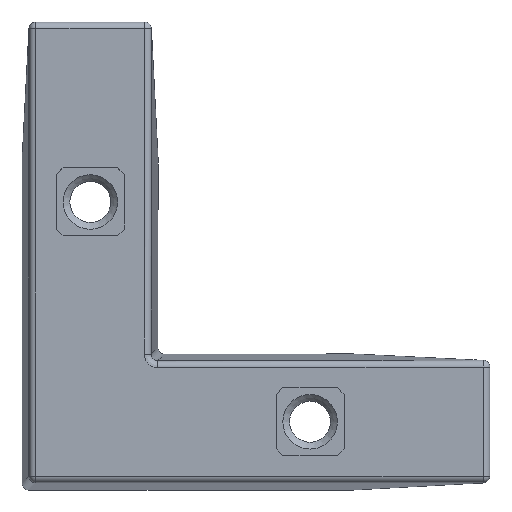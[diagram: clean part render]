
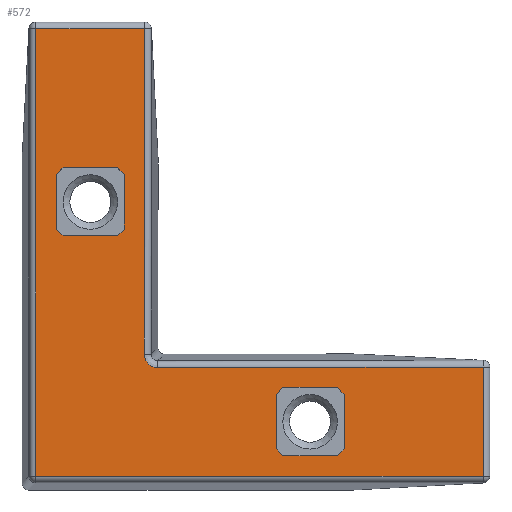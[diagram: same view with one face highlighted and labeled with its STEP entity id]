
A CAD part, top view. The second image highlights one B-rep face of the part: STEP entity #572.
In plain terms, the highlighted planar face has unit normal (0, 0, 1).
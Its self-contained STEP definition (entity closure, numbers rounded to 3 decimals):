
#243 = VERTEX_POINT('',#244);
#244 = CARTESIAN_POINT('',(57.586,-8.003,20.));
#251 = EDGE_CURVE('',#243,#252,#254,.T.);
#252 = VERTEX_POINT('',#253);
#253 = CARTESIAN_POINT('',(57.586,7.982,20.));
#254 = LINE('',#255,#256);
#255 = CARTESIAN_POINT('',(57.586,-8.952,20.));
#256 = VECTOR('',#257,1.);
#257 = DIRECTION('',(0.,1.,0.));
#572 = ADVANCED_FACE('',(#573,#626,#692),#758,.T.);
#573 = FACE_BOUND('',#574,.T.);
#574 = EDGE_LOOP('',(#575,#576,#584,#596,#604,#612,#620));
#575 = ORIENTED_EDGE('',*,*,#251,.T.);
#576 = ORIENTED_EDGE('',*,*,#577,.T.);
#577 = EDGE_CURVE('',#252,#578,#580,.T.);
#578 = VERTEX_POINT('',#579);
#579 = CARTESIAN_POINT('',(9.903,7.904,20.));
#580 = LINE('',#581,#582);
#581 = CARTESIAN_POINT('',(60.002,7.986,20.));
#582 = VECTOR('',#583,1.);
#583 = DIRECTION('',(-1.,-0.002,0.));
#584 = ORIENTED_EDGE('',*,*,#585,.F.);
#585 = EDGE_CURVE('',#586,#578,#588,.T.);
#586 = VERTEX_POINT('',#587);
#587 = CARTESIAN_POINT('',(7.903,9.904,20.));
#588 = ( BOUNDED_CURVE() B_SPLINE_CURVE(6,(#589,#590,#591,#592,#593,#594
,#595),.UNSPECIFIED.,.F.,.F.) B_SPLINE_CURVE_WITH_KNOTS((7,7),(
0.,1.574),.PIECEWISE_BEZIER_KNOTS.) CURVE() 
GEOMETRIC_REPRESENTATION_ITEM() RATIONAL_B_SPLINE_CURVE((1.,1.,1.,1.,1.,
1.,1.)) REPRESENTATION_ITEM('') );
#589 = CARTESIAN_POINT('',(7.903,9.904,20.));
#590 = CARTESIAN_POINT('',(7.902,9.38,20.));
#591 = CARTESIAN_POINT('',(8.066,8.856,20.));
#592 = CARTESIAN_POINT('',(8.395,8.396,20.));
#593 = CARTESIAN_POINT('',(8.856,8.067,20.));
#594 = CARTESIAN_POINT('',(9.38,7.903,20.));
#595 = CARTESIAN_POINT('',(9.903,7.904,20.));
#596 = ORIENTED_EDGE('',*,*,#597,.T.);
#597 = EDGE_CURVE('',#586,#598,#600,.T.);
#598 = VERTEX_POINT('',#599);
#599 = CARTESIAN_POINT('',(7.956,57.586,20.));
#600 = LINE('',#601,#602);
#601 = CARTESIAN_POINT('',(7.902,8.853,20.));
#602 = VECTOR('',#603,1.);
#603 = DIRECTION('',(0.001,1.,0.));
#604 = ORIENTED_EDGE('',*,*,#605,.T.);
#605 = EDGE_CURVE('',#598,#606,#608,.T.);
#606 = VERTEX_POINT('',#607);
#607 = CARTESIAN_POINT('',(-8.003,57.586,20.));
#608 = LINE('',#609,#610);
#609 = CARTESIAN_POINT('',(8.907,57.586,20.));
#610 = VECTOR('',#611,1.);
#611 = DIRECTION('',(-1.,0.,0.));
#612 = ORIENTED_EDGE('',*,*,#613,.F.);
#613 = EDGE_CURVE('',#614,#606,#616,.T.);
#614 = VERTEX_POINT('',#615);
#615 = CARTESIAN_POINT('',(-8.003,-8.003,20.));
#616 = LINE('',#617,#618);
#617 = CARTESIAN_POINT('',(-8.003,-8.952,20.));
#618 = VECTOR('',#619,1.);
#619 = DIRECTION('',(0.,1.,0.));
#620 = ORIENTED_EDGE('',*,*,#621,.F.);
#621 = EDGE_CURVE('',#243,#614,#622,.T.);
#622 = LINE('',#623,#624);
#623 = CARTESIAN_POINT('',(60.,-8.003,20.));
#624 = VECTOR('',#625,1.);
#625 = DIRECTION('',(-1.,0.,0.));
#626 = FACE_BOUND('',#627,.T.);
#627 = EDGE_LOOP('',(#628,#638,#646,#654,#662,#670,#678,#686));
#628 = ORIENTED_EDGE('',*,*,#629,.T.);
#629 = EDGE_CURVE('',#630,#632,#634,.T.);
#630 = VERTEX_POINT('',#631);
#631 = CARTESIAN_POINT('',(27.225,4.,20.));
#632 = VERTEX_POINT('',#633);
#633 = CARTESIAN_POINT('',(28.225,5.,20.));
#634 = LINE('',#635,#636);
#635 = CARTESIAN_POINT('',(25.225,2.,20.));
#636 = VECTOR('',#637,1.);
#637 = DIRECTION('',(0.707,0.707,0.));
#638 = ORIENTED_EDGE('',*,*,#639,.T.);
#639 = EDGE_CURVE('',#632,#640,#642,.T.);
#640 = VERTEX_POINT('',#641);
#641 = CARTESIAN_POINT('',(36.225,5.,20.));
#642 = LINE('',#643,#644);
#643 = CARTESIAN_POINT('',(27.225,5.,20.));
#644 = VECTOR('',#645,1.);
#645 = DIRECTION('',(1.,0.,0.));
#646 = ORIENTED_EDGE('',*,*,#647,.F.);
#647 = EDGE_CURVE('',#648,#640,#650,.T.);
#648 = VERTEX_POINT('',#649);
#649 = CARTESIAN_POINT('',(37.225,4.,20.));
#650 = LINE('',#651,#652);
#651 = CARTESIAN_POINT('',(36.725,4.5,20.));
#652 = VECTOR('',#653,1.);
#653 = DIRECTION('',(-0.707,0.707,0.));
#654 = ORIENTED_EDGE('',*,*,#655,.F.);
#655 = EDGE_CURVE('',#656,#648,#658,.T.);
#656 = VERTEX_POINT('',#657);
#657 = CARTESIAN_POINT('',(37.225,-4.,20.));
#658 = LINE('',#659,#660);
#659 = CARTESIAN_POINT('',(37.225,-5.,20.));
#660 = VECTOR('',#661,1.);
#661 = DIRECTION('',(0.,1.,0.));
#662 = ORIENTED_EDGE('',*,*,#663,.T.);
#663 = EDGE_CURVE('',#656,#664,#666,.T.);
#664 = VERTEX_POINT('',#665);
#665 = CARTESIAN_POINT('',(36.225,-5.,20.));
#666 = LINE('',#667,#668);
#667 = CARTESIAN_POINT('',(34.225,-7.,20.));
#668 = VECTOR('',#669,1.);
#669 = DIRECTION('',(-0.707,-0.707,0.));
#670 = ORIENTED_EDGE('',*,*,#671,.F.);
#671 = EDGE_CURVE('',#672,#664,#674,.T.);
#672 = VERTEX_POINT('',#673);
#673 = CARTESIAN_POINT('',(28.225,-5.,20.));
#674 = LINE('',#675,#676);
#675 = CARTESIAN_POINT('',(27.225,-5.,20.));
#676 = VECTOR('',#677,1.);
#677 = DIRECTION('',(1.,0.,0.));
#678 = ORIENTED_EDGE('',*,*,#679,.F.);
#679 = EDGE_CURVE('',#680,#672,#682,.T.);
#680 = VERTEX_POINT('',#681);
#681 = CARTESIAN_POINT('',(27.225,-4.,20.));
#682 = LINE('',#683,#684);
#683 = CARTESIAN_POINT('',(27.725,-4.5,20.));
#684 = VECTOR('',#685,1.);
#685 = DIRECTION('',(0.707,-0.707,0.));
#686 = ORIENTED_EDGE('',*,*,#687,.T.);
#687 = EDGE_CURVE('',#680,#630,#688,.T.);
#688 = LINE('',#689,#690);
#689 = CARTESIAN_POINT('',(27.225,-5.,20.));
#690 = VECTOR('',#691,1.);
#691 = DIRECTION('',(0.,1.,0.));
#692 = FACE_BOUND('',#693,.T.);
#693 = EDGE_LOOP('',(#694,#704,#712,#720,#728,#736,#744,#752));
#694 = ORIENTED_EDGE('',*,*,#695,.T.);
#695 = EDGE_CURVE('',#696,#698,#700,.T.);
#696 = VERTEX_POINT('',#697);
#697 = CARTESIAN_POINT('',(-4.,27.225,20.));
#698 = VERTEX_POINT('',#699);
#699 = CARTESIAN_POINT('',(-5.,28.225,20.));
#700 = LINE('',#701,#702);
#701 = CARTESIAN_POINT('',(-2.,25.225,20.));
#702 = VECTOR('',#703,1.);
#703 = DIRECTION('',(-0.707,0.707,0.));
#704 = ORIENTED_EDGE('',*,*,#705,.T.);
#705 = EDGE_CURVE('',#698,#706,#708,.T.);
#706 = VERTEX_POINT('',#707);
#707 = CARTESIAN_POINT('',(-5.,36.225,20.));
#708 = LINE('',#709,#710);
#709 = CARTESIAN_POINT('',(-5.,27.225,20.));
#710 = VECTOR('',#711,1.);
#711 = DIRECTION('',(0.,1.,0.));
#712 = ORIENTED_EDGE('',*,*,#713,.F.);
#713 = EDGE_CURVE('',#714,#706,#716,.T.);
#714 = VERTEX_POINT('',#715);
#715 = CARTESIAN_POINT('',(-4.,37.225,20.));
#716 = LINE('',#717,#718);
#717 = CARTESIAN_POINT('',(-4.5,36.725,20.));
#718 = VECTOR('',#719,1.);
#719 = DIRECTION('',(-0.707,-0.707,0.));
#720 = ORIENTED_EDGE('',*,*,#721,.F.);
#721 = EDGE_CURVE('',#722,#714,#724,.T.);
#722 = VERTEX_POINT('',#723);
#723 = CARTESIAN_POINT('',(4.,37.225,20.));
#724 = LINE('',#725,#726);
#725 = CARTESIAN_POINT('',(5.,37.225,20.));
#726 = VECTOR('',#727,1.);
#727 = DIRECTION('',(-1.,0.,0.));
#728 = ORIENTED_EDGE('',*,*,#729,.T.);
#729 = EDGE_CURVE('',#722,#730,#732,.T.);
#730 = VERTEX_POINT('',#731);
#731 = CARTESIAN_POINT('',(5.,36.225,20.));
#732 = LINE('',#733,#734);
#733 = CARTESIAN_POINT('',(7.,34.225,20.));
#734 = VECTOR('',#735,1.);
#735 = DIRECTION('',(0.707,-0.707,0.));
#736 = ORIENTED_EDGE('',*,*,#737,.F.);
#737 = EDGE_CURVE('',#738,#730,#740,.T.);
#738 = VERTEX_POINT('',#739);
#739 = CARTESIAN_POINT('',(5.,28.225,20.));
#740 = LINE('',#741,#742);
#741 = CARTESIAN_POINT('',(5.,27.225,20.));
#742 = VECTOR('',#743,1.);
#743 = DIRECTION('',(0.,1.,0.));
#744 = ORIENTED_EDGE('',*,*,#745,.F.);
#745 = EDGE_CURVE('',#746,#738,#748,.T.);
#746 = VERTEX_POINT('',#747);
#747 = CARTESIAN_POINT('',(4.,27.225,20.));
#748 = LINE('',#749,#750);
#749 = CARTESIAN_POINT('',(4.5,27.725,20.));
#750 = VECTOR('',#751,1.);
#751 = DIRECTION('',(0.707,0.707,0.));
#752 = ORIENTED_EDGE('',*,*,#753,.T.);
#753 = EDGE_CURVE('',#746,#696,#754,.T.);
#754 = LINE('',#755,#756);
#755 = CARTESIAN_POINT('',(5.,27.225,20.));
#756 = VECTOR('',#757,1.);
#757 = DIRECTION('',(-1.,0.,0.));
#758 = PLANE('',#759);
#759 = AXIS2_PLACEMENT_3D('',#760,#761,#762);
#760 = CARTESIAN_POINT('',(16.071,16.071,20.));
#761 = DIRECTION('',(0.,0.,1.));
#762 = DIRECTION('',(1.,0.,0.));
